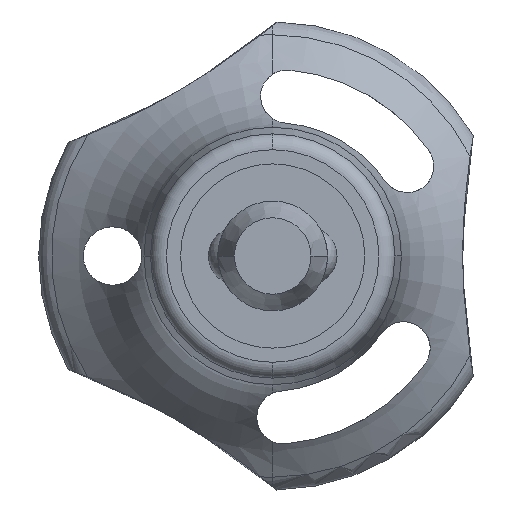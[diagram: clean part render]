
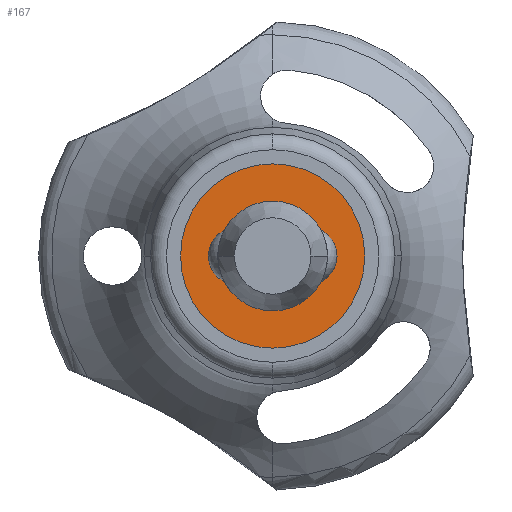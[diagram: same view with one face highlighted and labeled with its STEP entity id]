
A CAD part, front view. The second image highlights one B-rep face of the part: STEP entity #167.
In plain terms, the highlighted planar face has unit normal (0, -1, 0).
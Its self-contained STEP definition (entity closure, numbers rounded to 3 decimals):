
#167=ADVANCED_FACE('',(#339,#340),#341,.T.);
#339=FACE_OUTER_BOUND('',#511,.T.);
#340=FACE_BOUND('',#512,.T.);
#341=PLANE('',#513);
#511=EDGE_LOOP('',(#988,#989));
#512=EDGE_LOOP('',(#990,#991));
#513=AXIS2_PLACEMENT_3D('',#992,#993,#994);
#988=ORIENTED_EDGE('',*,*,#1164,.F.);
#989=ORIENTED_EDGE('',*,*,#1178,.F.);
#990=ORIENTED_EDGE('',*,*,#1107,.T.);
#991=ORIENTED_EDGE('',*,*,#1134,.T.);
#992=CARTESIAN_POINT('',(-2.0,0.0,0.0));
#993=DIRECTION('',(0.,-1.0,0.0));
#994=DIRECTION('',(1.0,0.,0.0));
#1107=EDGE_CURVE('',#1347,#1353,#1355,.T.);
#1134=EDGE_CURVE('',#1353,#1347,#1400,.T.);
#1164=EDGE_CURVE('',#1448,#1451,#1452,.T.);
#1178=EDGE_CURVE('',#1451,#1448,#1471,.T.);
#1347=VERTEX_POINT('',#2136);
#1353=VERTEX_POINT('',#2143);
#1355=CIRCLE('',#2146,2.381);
#1400=CIRCLE('',#2427,2.381);
#1448=VERTEX_POINT('',#3132);
#1451=VERTEX_POINT('',#3136);
#1452=CIRCLE('',#3137,4.0);
#1471=CIRCLE('',#3285,4.0);
#2136=CARTESIAN_POINT('',(0.,0.0,-2.381));
#2143=CARTESIAN_POINT('',(0.,0.,2.381));
#2146=AXIS2_PLACEMENT_3D('',#3796,#3797,#3798);
#2427=AXIS2_PLACEMENT_3D('',#3826,#3827,#3828);
#3132=CARTESIAN_POINT('',(-4.0,0.0,0.0));
#3136=CARTESIAN_POINT('',(4.0,0.,0.));
#3137=AXIS2_PLACEMENT_3D('',#3837,#3838,#3839);
#3285=AXIS2_PLACEMENT_3D('',#3854,#3855,#3856);
#3796=CARTESIAN_POINT('',(0.,0.0,0.0));
#3797=DIRECTION('',(0.,1.0,0.0));
#3798=DIRECTION('',(0.0,0.0,-1.0));
#3826=CARTESIAN_POINT('',(0.,0.0,0.0));
#3827=DIRECTION('',(0.,1.0,0.0));
#3828=DIRECTION('',(0.0,0.0,-1.0));
#3837=CARTESIAN_POINT('',(0.,0.0,0.0));
#3838=DIRECTION('',(0.,1.0,0.0));
#3839=DIRECTION('',(-1.0,0.,0.0));
#3854=CARTESIAN_POINT('',(0.,0.0,0.0));
#3855=DIRECTION('',(0.,1.0,0.0));
#3856=DIRECTION('',(-1.0,0.,0.0));
